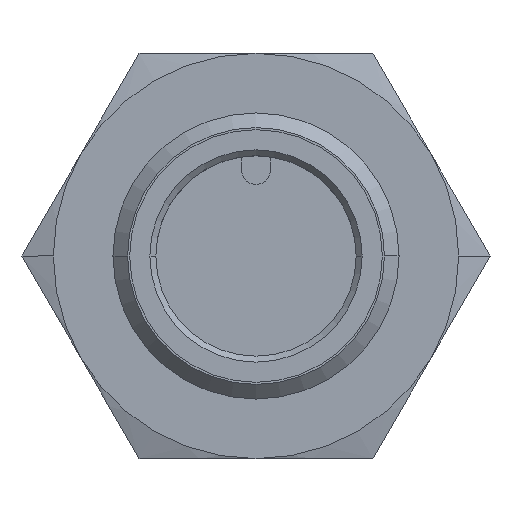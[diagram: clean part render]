
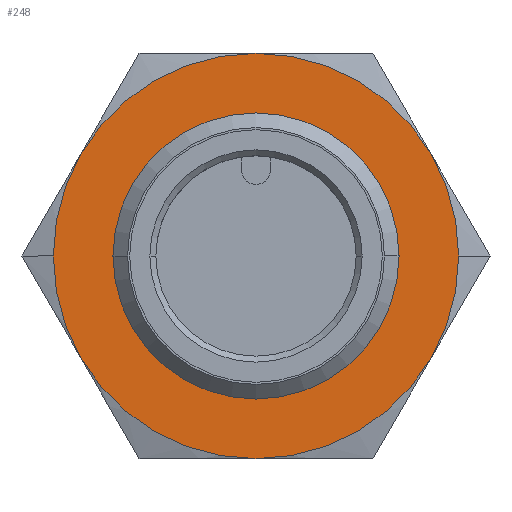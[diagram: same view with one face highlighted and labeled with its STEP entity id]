
A CAD part, left-side view. The second image highlights one B-rep face of the part: STEP entity #248.
In plain terms, the highlighted planar face has unit normal (-1, 0, 0).
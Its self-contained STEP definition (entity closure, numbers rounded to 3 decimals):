
#248 = ADVANCED_FACE( '', ( #442, #443 ), #444, .T. );
#442 = FACE_BOUND( '', #671, .T. );
#443 = FACE_OUTER_BOUND( '', #672, .T. );
#444 = PLANE( '', #673 );
#671 = EDGE_LOOP( '', ( #1294, #1295 ) );
#672 = EDGE_LOOP( '', ( #1296, #1297, #1298, #1299, #1300, #1301, #1302, #1303 ) );
#673 = AXIS2_PLACEMENT_3D( '', #1304, #1305, #1306 );
#1294 = ORIENTED_EDGE( '', *, *, #1655, .T. );
#1295 = ORIENTED_EDGE( '', *, *, #1706, .T. );
#1296 = ORIENTED_EDGE( '', *, *, #1698, .F. );
#1297 = ORIENTED_EDGE( '', *, *, #1699, .F. );
#1298 = ORIENTED_EDGE( '', *, *, #1694, .F. );
#1299 = ORIENTED_EDGE( '', *, *, #1695, .F. );
#1300 = ORIENTED_EDGE( '', *, *, #1667, .F. );
#1301 = ORIENTED_EDGE( '', *, *, #1696, .F. );
#1302 = ORIENTED_EDGE( '', *, *, #1697, .F. );
#1303 = ORIENTED_EDGE( '', *, *, #1663, .F. );
#1304 = CARTESIAN_POINT( '', ( 36., -4.25, 0. ) );
#1305 = DIRECTION( '', ( -1., 0., 0. ) );
#1306 = DIRECTION( '', ( 0., 1., 0. ) );
#1655 = EDGE_CURVE( '', #1963, #1965, #1967, .T. );
#1663 = EDGE_CURVE( '', #1980, #1983, #1984, .T. );
#1667 = EDGE_CURVE( '', #1989, #1987, #1991, .T. );
#1694 = EDGE_CURVE( '', #2025, #2016, #2034, .T. );
#1695 = EDGE_CURVE( '', #1987, #2025, #2035, .T. );
#1696 = EDGE_CURVE( '', #1993, #1989, #2036, .T. );
#1697 = EDGE_CURVE( '', #1983, #1993, #2037, .T. );
#1698 = EDGE_CURVE( '', #2004, #1980, #2038, .T. );
#1699 = EDGE_CURVE( '', #2016, #2004, #2039, .T. );
#1706 = EDGE_CURVE( '', #1965, #1963, #2046, .T. );
#1963 = VERTEX_POINT( '', #2667 );
#1965 = VERTEX_POINT( '', #2670 );
#1967 = CIRCLE( '', #2673, 6. );
#1980 = VERTEX_POINT( '', #2706 );
#1983 = VERTEX_POINT( '', #2710 );
#1984 = CIRCLE( '', #2711, 8.5 );
#1987 = VERTEX_POINT( '', #2723 );
#1989 = VERTEX_POINT( '', #2726 );
#1991 = CIRCLE( '', #2737, 8.5 );
#1993 = VERTEX_POINT( '', #2739 );
#2004 = VERTEX_POINT( '', #2788 );
#2016 = VERTEX_POINT( '', #2856 );
#2025 = VERTEX_POINT( '', #2902 );
#2034 = CIRCLE( '', #2966, 8.5 );
#2035 = CIRCLE( '', #2967, 8.5 );
#2036 = CIRCLE( '', #2968, 8.5 );
#2037 = CIRCLE( '', #2969, 8.5 );
#2038 = CIRCLE( '', #2970, 8.5 );
#2039 = CIRCLE( '', #2971, 8.5 );
#2046 = CIRCLE( '', #2978, 6. );
#2667 = CARTESIAN_POINT( '', ( 36., -6., 0. ) );
#2670 = CARTESIAN_POINT( '', ( 36., 6., 0. ) );
#2673 = AXIS2_PLACEMENT_3D( '', #3493, #3494, #3495 );
#2706 = CARTESIAN_POINT( '', ( 36., -8.5, 0. ) );
#2710 = CARTESIAN_POINT( '', ( 36., -7.361, -4.25 ) );
#2711 = AXIS2_PLACEMENT_3D( '', #3505, #3506, #3507 );
#2723 = CARTESIAN_POINT( '', ( 36., 8.5, 0. ) );
#2726 = CARTESIAN_POINT( '', ( 36., 7.361, -4.25 ) );
#2737 = AXIS2_PLACEMENT_3D( '', #3509, #3510, #3511 );
#2739 = CARTESIAN_POINT( '', ( 36., 0., -8.5 ) );
#2788 = CARTESIAN_POINT( '', ( 36., -7.361, 4.25 ) );
#2856 = CARTESIAN_POINT( '', ( 36., 0., 8.5 ) );
#2902 = CARTESIAN_POINT( '', ( 36., 7.361, 4.25 ) );
#2966 = AXIS2_PLACEMENT_3D( '', #3518, #3519, #3520 );
#2967 = AXIS2_PLACEMENT_3D( '', #3521, #3522, #3523 );
#2968 = AXIS2_PLACEMENT_3D( '', #3524, #3525, #3526 );
#2969 = AXIS2_PLACEMENT_3D( '', #3527, #3528, #3529 );
#2970 = AXIS2_PLACEMENT_3D( '', #3530, #3531, #3532 );
#2971 = AXIS2_PLACEMENT_3D( '', #3533, #3534, #3535 );
#2978 = AXIS2_PLACEMENT_3D( '', #3554, #3555, #3556 );
#3493 = CARTESIAN_POINT( '', ( 36., 0., 0. ) );
#3494 = DIRECTION( '', ( 1., 0., 0. ) );
#3495 = DIRECTION( '', ( 0., -1., 0. ) );
#3505 = CARTESIAN_POINT( '', ( 36., 0., 0. ) );
#3506 = DIRECTION( '', ( 1., 0., 0. ) );
#3507 = DIRECTION( '', ( 0., -1., 0. ) );
#3509 = CARTESIAN_POINT( '', ( 36., 0., 0. ) );
#3510 = DIRECTION( '', ( 1., 0., 0. ) );
#3511 = DIRECTION( '', ( 0., -1., 0. ) );
#3518 = CARTESIAN_POINT( '', ( 36., 0., 0. ) );
#3519 = DIRECTION( '', ( 1., 0., 0. ) );
#3520 = DIRECTION( '', ( 0., -1., 0. ) );
#3521 = CARTESIAN_POINT( '', ( 36., 0., 0. ) );
#3522 = DIRECTION( '', ( 1., 0., 0. ) );
#3523 = DIRECTION( '', ( 0., -1., 0. ) );
#3524 = CARTESIAN_POINT( '', ( 36., 0., 0. ) );
#3525 = DIRECTION( '', ( 1., 0., 0. ) );
#3526 = DIRECTION( '', ( 0., -1., 0. ) );
#3527 = CARTESIAN_POINT( '', ( 36., 0., 0. ) );
#3528 = DIRECTION( '', ( 1., 0., 0. ) );
#3529 = DIRECTION( '', ( 0., -1., 0. ) );
#3530 = CARTESIAN_POINT( '', ( 36., 0., 0. ) );
#3531 = DIRECTION( '', ( 1., 0., 0. ) );
#3532 = DIRECTION( '', ( 0., -1., 0. ) );
#3533 = CARTESIAN_POINT( '', ( 36., 0., 0. ) );
#3534 = DIRECTION( '', ( 1., 0., 0. ) );
#3535 = DIRECTION( '', ( 0., -1., 0. ) );
#3554 = CARTESIAN_POINT( '', ( 36., 0., 0. ) );
#3555 = DIRECTION( '', ( 1., 0., 0. ) );
#3556 = DIRECTION( '', ( 0., -1., 0. ) );
